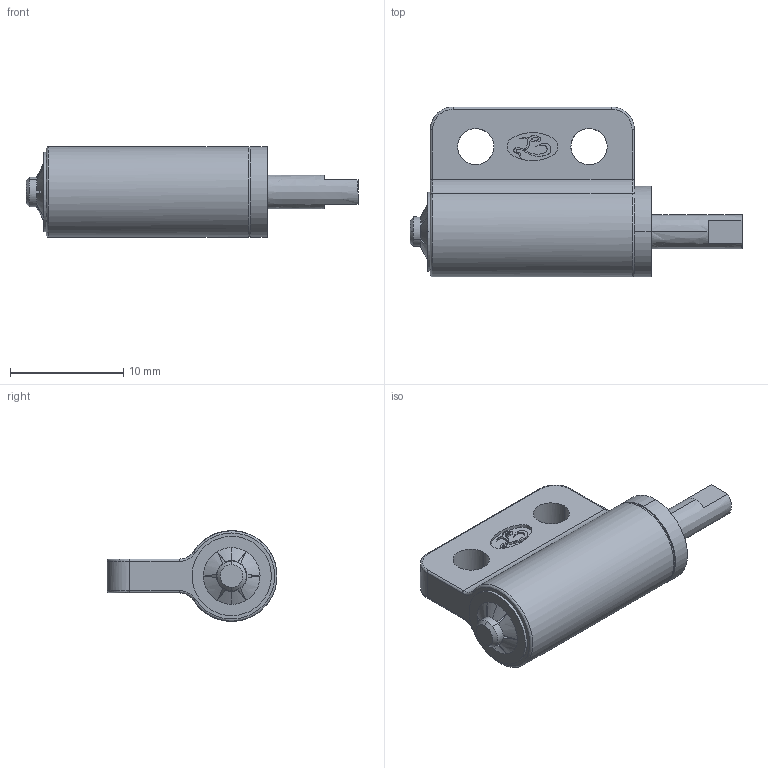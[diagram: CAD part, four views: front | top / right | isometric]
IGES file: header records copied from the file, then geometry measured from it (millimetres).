
Start section: ------------------------------------------------------------------------
Global section: file name: PC005.10220.TH_174_4_21772.igs; native system: spGate; preprocessor: ver18.9.1 (****-****-****-****); author: Unknown; organization: Unknown; date: 220901.110350; units: millimetre
Bounding box: 29.3 x 15 x 8 mm (x, y, z)
Volume: 1349.1 mm3; surface area: 1386.9 mm2
Topology: 1 solids, 1 shells, 147 faces, 405 edges, 259 vertices
Faces by surface type: bspline 147
